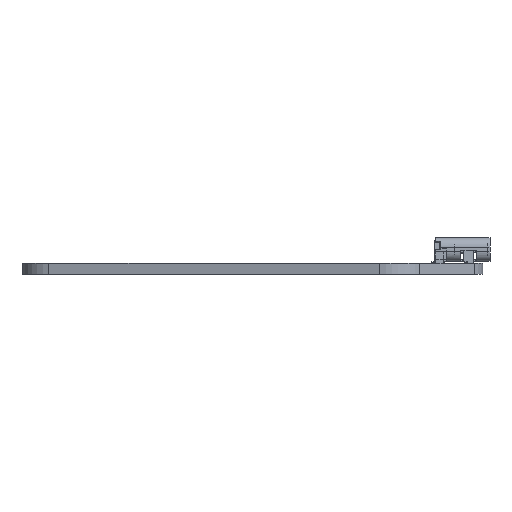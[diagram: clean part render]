
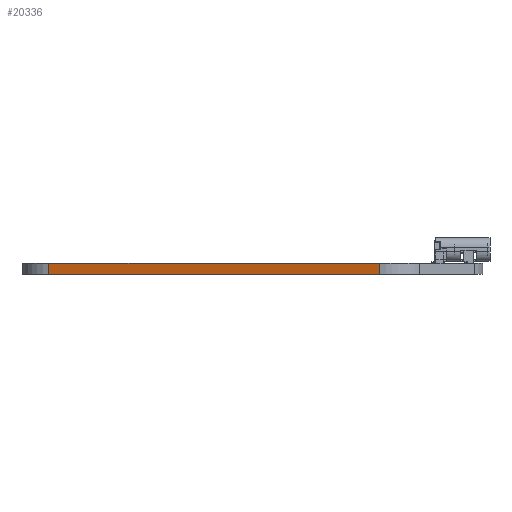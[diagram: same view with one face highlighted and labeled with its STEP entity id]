
A CAD part, left-side view. The second image highlights one B-rep face of the part: STEP entity #20336.
In plain terms, the highlighted planar face has unit normal (-0.954, 0.299, 0).
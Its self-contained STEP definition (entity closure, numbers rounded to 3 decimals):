
#19094 = VERTEX_POINT('',#19095);
#19095 = CARTESIAN_POINT('',(118.464,-64.284,0.));
#19101 = EDGE_CURVE('',#19102,#19094,#19104,.T.);
#19102 = VERTEX_POINT('',#19103);
#19103 = CARTESIAN_POINT('',(104.588,-108.575,0.));
#19104 = LINE('',#19105,#19106);
#19105 = CARTESIAN_POINT('',(104.588,-108.575,0.));
#19106 = VECTOR('',#19107,1.);
#19107 = DIRECTION('',(0.299,0.954,0.));
#19599 = VERTEX_POINT('',#19600);
#19600 = CARTESIAN_POINT('',(118.464,-64.284,1.51));
#19606 = EDGE_CURVE('',#19607,#19599,#19609,.T.);
#19607 = VERTEX_POINT('',#19608);
#19608 = CARTESIAN_POINT('',(104.588,-108.575,1.51));
#19609 = LINE('',#19610,#19611);
#19610 = CARTESIAN_POINT('',(104.588,-108.575,1.51));
#19611 = VECTOR('',#19612,1.);
#19612 = DIRECTION('',(0.299,0.954,0.));
#20306 = EDGE_CURVE('',#19094,#19599,#20307,.T.);
#20307 = LINE('',#20308,#20309);
#20308 = CARTESIAN_POINT('',(118.464,-64.284,0.));
#20309 = VECTOR('',#20310,1.);
#20310 = DIRECTION('',(0.,0.,1.));
#20336 = ADVANCED_FACE('',(#20337),#20348,.T.);
#20337 = FACE_BOUND('',#20338,.T.);
#20338 = EDGE_LOOP('',(#20339,#20345,#20346,#20347));
#20339 = ORIENTED_EDGE('',*,*,#20340,.T.);
#20340 = EDGE_CURVE('',#19102,#19607,#20341,.T.);
#20341 = LINE('',#20342,#20343);
#20342 = CARTESIAN_POINT('',(104.588,-108.575,0.));
#20343 = VECTOR('',#20344,1.);
#20344 = DIRECTION('',(0.,0.,1.));
#20345 = ORIENTED_EDGE('',*,*,#19606,.T.);
#20346 = ORIENTED_EDGE('',*,*,#20306,.F.);
#20347 = ORIENTED_EDGE('',*,*,#19101,.F.);
#20348 = PLANE('',#20349);
#20349 = AXIS2_PLACEMENT_3D('',#20350,#20351,#20352);
#20350 = CARTESIAN_POINT('',(104.588,-108.575,0.));
#20351 = DIRECTION('',(-0.954,0.299,0.));
#20352 = DIRECTION('',(0.299,0.954,0.));
